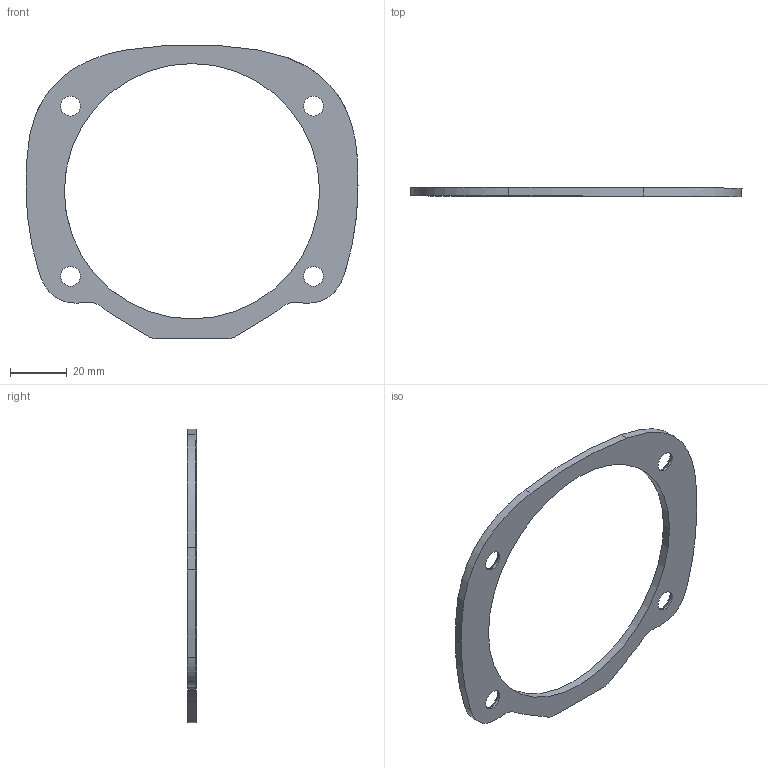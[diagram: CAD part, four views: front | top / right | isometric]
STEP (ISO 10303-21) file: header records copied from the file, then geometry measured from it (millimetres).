
FILE_DESCRIPTION((''),'2;1');
FILE_NAME('031-MCAP-FEM21','2022-02-25T',('designer'),(''),'CREO PARAMETRIC BY PTC INC, 2016130','CREO PARAMETRIC BY PTC INC, 2016130','');
FILE_SCHEMA(('CONFIG_CONTROL_DESIGN'));
Length unit declared in the file: millimetre
Products named in the file (1): 031-MCAP-FEM21
Bounding box: 117.54 x 3.32 x 104.06 mm (x, y, z)
Volume: 10907.2 mm3; surface area: 9585.3 mm2
Topology: 1 solids, 1 shells, 38 faces, 100 edges, 64 vertices
Faces by surface type: cylinder 21, cone 8, plane 5, extrusion 4
Entity records: 1260 total; most frequent: CARTESIAN_POINT 230, DIRECTION 214, ORIENTED_EDGE 200, EDGE_CURVE 100, AXIS2_PLACEMENT_3D 84, VERTEX_POINT 64, CIRCLE 50, EDGE_LOOP 48
